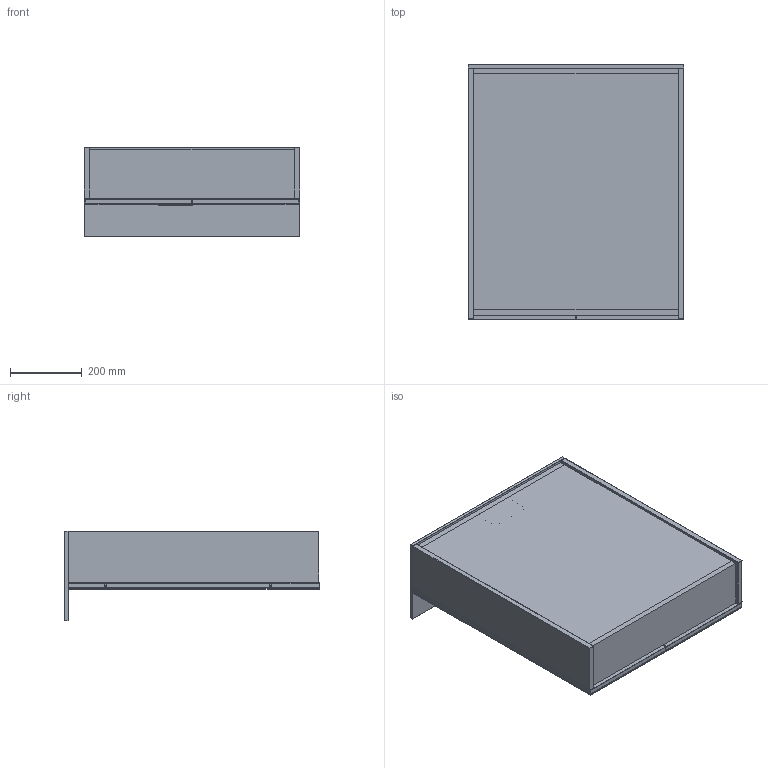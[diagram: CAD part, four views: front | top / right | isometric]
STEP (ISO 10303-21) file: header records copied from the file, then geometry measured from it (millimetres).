
FILE_DESCRIPTION (( 'STEP AP214' ), '1' );
FILE_NAME ('AU060EC_v10321.STEP', '2021-03-02T10:04:50', ( '' ), ( '' ), 'SwSTEP 2.0', 'SolidWorks 2019', '' );
FILE_SCHEMA (( 'AUTOMOTIVE_DESIGN' ));
Length unit declared in the file: millimetre
Products named in the file (17): shelf; Hinge_Screw_Predeterminado; Shelf pin; Hinge_Main_Predeterminado; Mirrored Door; Hinge_Hook_Predeterminado; Hinge_Predeterminado; Cabinet Carcass; AU060EC_v10321; glass light profile; electronics box; Hinge_Cap_Predeterminado; Hinge_Roller_Predeterminado; Hinge_Movable_Predeterminado
Assembly tree (51 placements, depth 3):
  AU060EC_v10321
    Cabinet Carcass
    shelf  x2
    Shelf pin  x8
    electronics box
    Mirrored Door  x2
    Hinge_Predeterminado
      Hinge_Main_Predeterminado
      Hinge_Roller_Predeterminado
      Hinge_Screw_Predeterminado  x3
      Hinge_Hook_Predeterminado
      Hinge_Cap_Predeterminado
      Hinge_Movable_Predeterminado
    Hinge_Predeterminado
      Hinge_Main_Predeterminado
      Hinge_Roller_Predeterminado
      Hinge_Screw_Predeterminado  x3
      Hinge_Hook_Predeterminado
      Hinge_Cap_Predeterminado
      Hinge_Movable_Predeterminado
    Hinge_Predeterminado
      Hinge_Main_Predeterminado
      Hinge_Roller_Predeterminado
      Hinge_Screw_Predeterminado  x3
      Hinge_Hook_Predeterminado
      Hinge_Cap_Predeterminado
      Hinge_Movable_Predeterminado
    Hinge_Predeterminado
      Hinge_Main_Predeterminado
      Hinge_Roller_Predeterminado
      Hinge_Screw_Predeterminado  x3
      Hinge_Hook_Predeterminado
      Hinge_Cap_Predeterminado
      Hinge_Movable_Predeterminado
    glass light profile
Bounding box: 602 x 711 x 250 mm (x, y, z)
Volume: 16484393.3 mm3
Topology: 107 solids, 127 shells, 11611 faces, 32074 edges, 20637 vertices
Faces by surface type: plane 4527, cylinder 3862, torus 1240, bspline 1240, cone 380, sphere 362
Full cylindrical faces by diameter (mm): 0.753 x4, 1.669 x8
Entity records: 113443 total; most frequent: CARTESIAN_POINT 45983, ORIENTED_EDGE 14885, DIRECTION 12465, EDGE_CURVE 7470, VERTEX_POINT 4825, AXIS2_PLACEMENT_3D 4434, LINE 3597, VECTOR 3597
